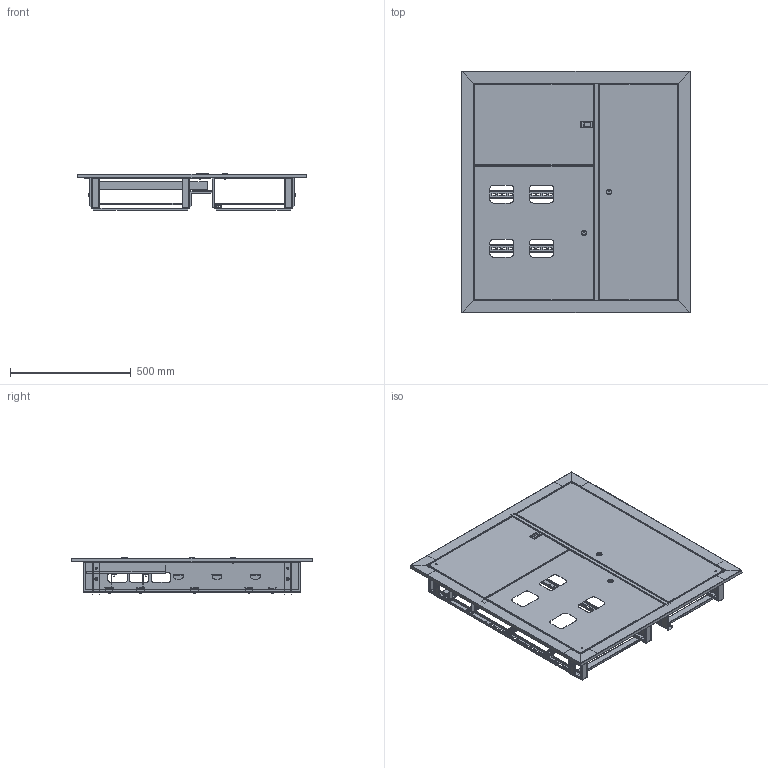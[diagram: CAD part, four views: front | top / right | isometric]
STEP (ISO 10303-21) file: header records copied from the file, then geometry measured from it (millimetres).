
FILE_DESCRIPTION (( 'STEP AP214' ), '1' );
FILE_NAME ('ÙÝ 4 êâ. (1000õ950õ150) IP31 EKF Basic.STEP', '2025-06-02T06:39:20', ( '' ), ( '' ), 'SwSTEP 2.0', 'SolidWorks 2021', '' );
FILE_SCHEMA (( 'AUTOMOTIVE_DESIGN' ));
Length unit declared in the file: millimetre
Products named in the file (35): ﾌﾈ-2414.02.00.000 ﾄ粢 珮ⅳⅸ浯 ﾑﾁ; ÌÈ-2414.01.01.002 Øâåëëåð; ÌÈ-2414.04.00.000 Äâåðü ñèëîâàÿ ÑÁ; ﾌﾈ-2414.01.00.007 ﾊ煇鳫; ÌÈ-2414.01.00.001 Ñòåíêà áîêîâàÿ; pan head cross recess screw_din_DIN EN ISO 7045 - M6 x 20 - Z - 20N; 昈-2414.01.00.003 栺樇罻; 昈-2414.01.00.000 扻豵鵨 捘; ÌÈ-2414.01.00.006 Óñèëèòåëü êàáåëüíûé  ; ÌÈ-2414.01.00.008 Äåðæàòåëü äâåðè; Çàêëåïêà ãàå÷íàÿ Ì4; Çàìîê ïî÷òîâûé; 昈-2414.01.00.003-01 栺樇罻; Çàêëåïêà ãàå÷íàÿ Ì8; ÌÈ-2414.07.00.001 Ôàëüøïàíåëü_0,4ª¢. Œˆ-2412.00.00.001 ” «ìè¯ ­¥«ì; ÌÈ-2414.01.00.002 Ñòåíêà áîêîâàÿ; ÌÈ-2414.00.00.002 Ïðîñòàâêà; Êðîíøòåéí 40õ40; Øïèëüêà Ì6õ12; 昈-2414.01.01.001 盷謥蜦豂儆趌-01; ﾌﾈ-2414.03.00.001 ﾄ粢 褪濱4ｪ｢. 決-2414.03.00.001 ┐･瑟 肅･笄; pan head cross recess screw_din_ISO 7045 - M4 x 16 - Z --- 16N; ÙÝ 4 êâ. (1000õ950õ150) IP31 EKF Basic; DIN-ðåéêà 402 basic; ��-2414.03.00.000 ����� ����� ��_4��. ��-2414.03.00.000 ����� ��� ��; ÌÈ-2414.04.00.001 Äâåðü ñèëîâàÿ; 昈-2414.01.00.004 砑僔蠂縺; DIN-ðåéêà2_L=420 (!); ÌÈ-2414.05.00.003 Êðîíøòåéí ïîä äèí-ðåéêó; Çàêëåïêà ãàå÷íàÿ Ì6; ﾌﾈ-2414.02.00.001 ﾄ粢 珮ⅳⅸ浯; 230.V1 PF, Çàìîê-çàäâèæêà; cross ph tapping 968_din_Screw DIN 968-ST4.2x13-C-H-N; ÌÈ-2414.01.01.000 Ïåðåãîðîäêà ÑÁ_-01; hex flange nut_din_Hexagon Flange Nut DIN 6923 - M6 - N
Assembly tree (105 placements, depth 4):
  ÙÝ 4 êâ. (1000õ950õ150) IP31 EKF Basic
    昈-2414.01.00.000 扻豵鵨 捘
      ÌÈ-2414.01.00.002 Ñòåíêà áîêîâàÿ
      ÌÈ-2414.01.00.001 Ñòåíêà áîêîâàÿ
      昈-2414.01.00.003 栺樇罻
      ÌÈ-2414.01.01.000 Ïåðåãîðîäêà ÑÁ_-01
        昈-2414.01.01.001 盷謥蜦豂儆趌-01
        Êðîíøòåéí 40õ40  x3
        ÌÈ-2414.01.01.002 Øâåëëåð
      昈-2414.01.00.003-01 栺樇罻
      昈-2414.01.00.004 砑僔蠂縺  x4
      ÌÈ-2414.01.00.008 Äåðæàòåëü äâåðè
      ÌÈ-2414.01.00.006 Óñèëèòåëü êàáåëüíûé    x2
      Çàêëåïêà ãàå÷íàÿ Ì8  x4
      Øïèëüêà Ì6õ12  x4
      ﾌﾈ-2414.01.00.007 ﾊ煇鳫  x3
      Çàêëåïêà ãàå÷íàÿ Ì6  x4
    ﾌﾈ-2414.02.00.000 ﾄ粢 珮ⅳⅸ浯 ﾑﾁ
      ﾌﾈ-2414.02.00.001 ﾄ粢 珮ⅳⅸ浯
      Çàêëåïêà ãàå÷íàÿ Ì4  x2
      Çàìîê ïî÷òîâûé
      Øïèëüêà Ì6õ12
    ÌÈ-2414.04.00.000 Äâåðü ñèëîâàÿ ÑÁ
      Çàêëåïêà ãàå÷íàÿ Ì4  x2
      ÌÈ-2414.04.00.001 Äâåðü ñèëîâàÿ
      Øïèëüêà Ì6õ12
      230.V1 PF, Çàìîê-çàäâèæêà
    ��-2414.03.00.000 ����� ����� ��_4��. ��-2414.03.00.000 ����� ��� ��
      ﾌﾈ-2414.03.00.001 ﾄ粢 褪濱4ｪ｢. 決-2414.03.00.001 ┐･瑟 肅･笄
      Çàìîê ïî÷òîâûé
      Çàêëåïêà ãàå÷íàÿ Ì4
      Øïèëüêà Ì6õ12
    pan head cross recess screw_din_ISO 7045 - M4 x 16 - Z --- 16N  x4
    cross ph tapping 968_din_Screw DIN 968-ST4.2x13-C-H-N  x4
    DIN-ðåéêà2_L=420 (!)  x2
    pan head cross recess screw_din_DIN EN ISO 7045 - M6 x 20 - Z - 20N  x12
    hex flange nut_din_Hexagon Flange Nut DIN 6923 - M6 - N  x12
    ÌÈ-2414.07.00.001 Ôàëüøïàíåëü_0,4ª¢. Œˆ-2412.00.00.001 ” «ìè¯ ­¥«ì
    ÌÈ-2414.00.00.002 Ïðîñòàâêà  x12
    DIN-ðåéêà 402 basic  x4
    ÌÈ-2414.05.00.003 Êðîíøòåéí ïîä äèí-ðåéêó  x4
Bounding box: 950 x 1000 x 153 mm (x, y, z)
Volume: 1598907.1 mm3; surface area: 3831950.9 mm2
Topology: 100 solids, 100 shells, 4189 faces, 10098 edges, 6142 vertices
Faces by surface type: plane 2219, cylinder 1254, cone 366, bspline 166, torus 144, sphere 40
Entity records: 53161 total; most frequent: CARTESIAN_POINT 12429, DIRECTION 8192, ORIENTED_EDGE 7968, EDGE_CURVE 3984, AXIS2_PLACEMENT_3D 2784, LINE 2624, VECTOR 2624, VERTEX_POINT 2429
